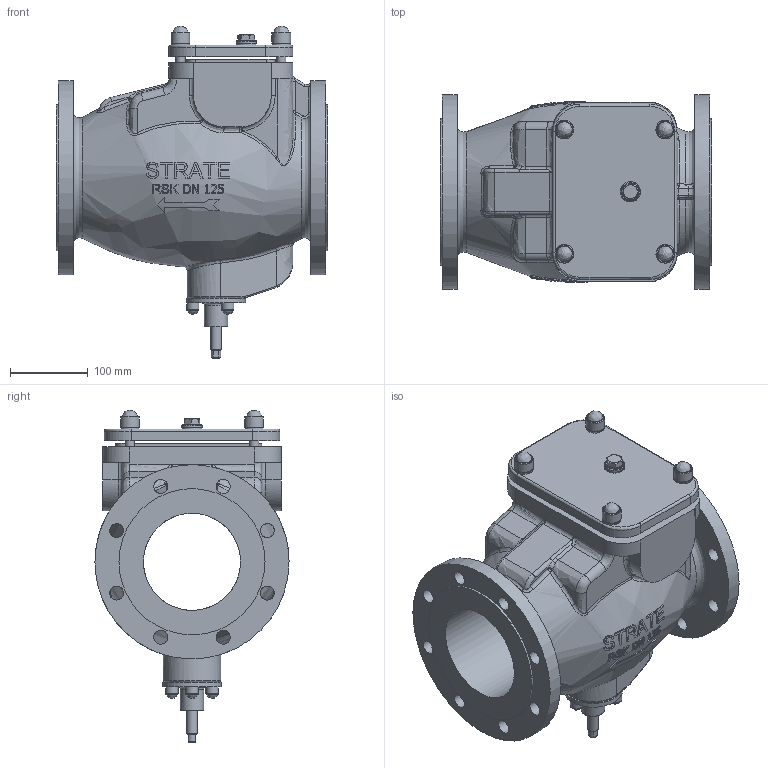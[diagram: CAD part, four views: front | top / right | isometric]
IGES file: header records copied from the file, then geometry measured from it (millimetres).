
Global section: file name: RSK DN 125 U; native system: Autodesk Inventor 2018; preprocessor: unknown; author: A.Unrein; date: 20190604.124928; units: millimetre
Bounding box: 350 x 250 x 427.5 mm (x, y, z)
Volume: 10979922.2 mm3; surface area: 728072.9 mm2
Topology: 21 solids, 21 shells, 791 faces, 2041 edges, 1345 vertices
Faces by surface type: bspline 791
